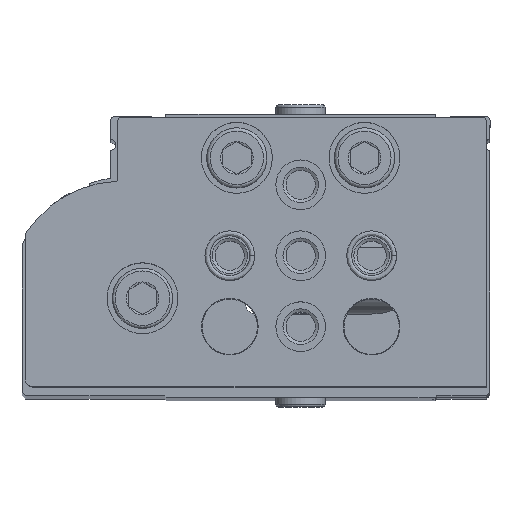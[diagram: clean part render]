
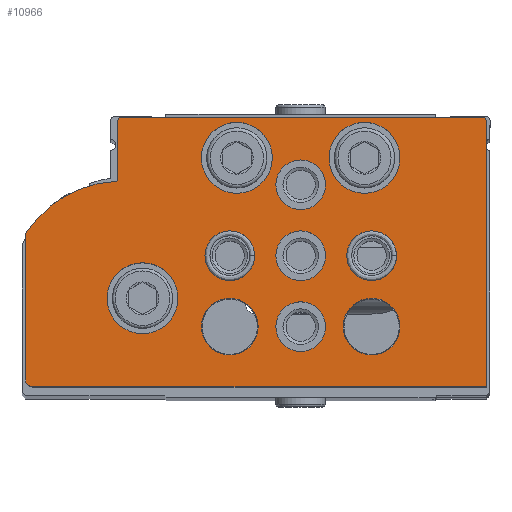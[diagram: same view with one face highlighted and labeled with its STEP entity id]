
A CAD part, top view. The second image highlights one B-rep face of the part: STEP entity #10966.
In plain terms, the highlighted face is planar.
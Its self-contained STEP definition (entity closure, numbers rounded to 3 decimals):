
#1109=LINE('',#18478,#1928);
#1111=LINE('',#18482,#1930);
#1114=LINE('',#18490,#1933);
#1119=LINE('',#18506,#1938);
#1122=LINE('',#18514,#1941);
#1928=VECTOR('',#15052,1000.);
#1930=VECTOR('',#15056,1000.);
#1933=VECTOR('',#15065,1000.);
#1938=VECTOR('',#15084,1000.);
#1941=VECTOR('',#15093,1000.);
#4218=ORIENTED_EDGE('',*,*,#6094,.T.);
#4219=ORIENTED_EDGE('',*,*,#6095,.T.);
#4220=ORIENTED_EDGE('',*,*,#6096,.T.);
#4221=ORIENTED_EDGE('',*,*,#6097,.T.);
#4222=ORIENTED_EDGE('',*,*,#6098,.T.);
#4223=ORIENTED_EDGE('',*,*,#6099,.T.);
#4224=ORIENTED_EDGE('',*,*,#6100,.T.);
#4225=ORIENTED_EDGE('',*,*,#6101,.T.);
#4226=ORIENTED_EDGE('',*,*,#6102,.T.);
#4227=ORIENTED_EDGE('',*,*,#6103,.T.);
#4228=ORIENTED_EDGE('',*,*,#6071,.F.);
#4229=ORIENTED_EDGE('',*,*,#6092,.F.);
#4230=ORIENTED_EDGE('',*,*,#6090,.F.);
#4231=ORIENTED_EDGE('',*,*,#6088,.F.);
#4232=ORIENTED_EDGE('',*,*,#6086,.T.);
#4233=ORIENTED_EDGE('',*,*,#6084,.F.);
#4234=ORIENTED_EDGE('',*,*,#6082,.F.);
#4235=ORIENTED_EDGE('',*,*,#6080,.F.);
#4236=ORIENTED_EDGE('',*,*,#6078,.F.);
#4237=ORIENTED_EDGE('',*,*,#6076,.F.);
#4238=ORIENTED_EDGE('',*,*,#6074,.F.);
#6071=EDGE_CURVE('',#7242,#7243,#7913,.T.);
#6074=EDGE_CURVE('',#7243,#7244,#1109,.T.);
#6076=EDGE_CURVE('',#7244,#7245,#1111,.T.);
#6078=EDGE_CURVE('',#7245,#7246,#7914,.T.);
#6080=EDGE_CURVE('',#7246,#7247,#1114,.T.);
#6082=EDGE_CURVE('',#7247,#7248,#7915,.T.);
#6084=EDGE_CURVE('',#7248,#7249,#7916,.T.);
#6086=EDGE_CURVE('',#7250,#7249,#7917,.T.);
#6088=EDGE_CURVE('',#7250,#7251,#1119,.T.);
#6090=EDGE_CURVE('',#7251,#7252,#7918,.T.);
#6092=EDGE_CURVE('',#7252,#7242,#1122,.T.);
#6094=EDGE_CURVE('',#7253,#7253,#7919,.T.);
#6095=EDGE_CURVE('',#7254,#7254,#7920,.T.);
#6096=EDGE_CURVE('',#7255,#7255,#7921,.T.);
#6097=EDGE_CURVE('',#7256,#7256,#7922,.T.);
#6098=EDGE_CURVE('',#7257,#7257,#7923,.T.);
#6099=EDGE_CURVE('',#7258,#7258,#7924,.T.);
#6100=EDGE_CURVE('',#7259,#7259,#7925,.T.);
#6101=EDGE_CURVE('',#7260,#7260,#7926,.T.);
#6102=EDGE_CURVE('',#7261,#7261,#7927,.T.);
#6103=EDGE_CURVE('',#7262,#7262,#7928,.T.);
#7242=VERTEX_POINT('',#18473);
#7243=VERTEX_POINT('',#18474);
#7244=VERTEX_POINT('',#18479);
#7245=VERTEX_POINT('',#18483);
#7246=VERTEX_POINT('',#18487);
#7247=VERTEX_POINT('',#18491);
#7248=VERTEX_POINT('',#18495);
#7249=VERTEX_POINT('',#18499);
#7250=VERTEX_POINT('',#18503);
#7251=VERTEX_POINT('',#18507);
#7252=VERTEX_POINT('',#18511);
#7253=VERTEX_POINT('',#18518);
#7254=VERTEX_POINT('',#18520);
#7255=VERTEX_POINT('',#18522);
#7256=VERTEX_POINT('',#18524);
#7257=VERTEX_POINT('',#18526);
#7258=VERTEX_POINT('',#18528);
#7259=VERTEX_POINT('',#18530);
#7260=VERTEX_POINT('',#18532);
#7261=VERTEX_POINT('',#18534);
#7262=VERTEX_POINT('',#18536);
#7913=CIRCLE('',#12327,0.5);
#7914=CIRCLE('',#12331,1.);
#7915=CIRCLE('',#12334,1.);
#7916=CIRCLE('',#12336,16.);
#7917=CIRCLE('',#12338,0.3);
#7918=CIRCLE('',#12341,0.5);
#7919=CIRCLE('',#12344,5.);
#7920=CIRCLE('',#12345,5.);
#7921=CIRCLE('',#12346,5.);
#7922=CIRCLE('',#12347,3.5);
#7923=CIRCLE('',#12348,3.5);
#7924=CIRCLE('',#12349,3.5);
#7925=CIRCLE('',#12350,3.5);
#7926=CIRCLE('',#12351,3.5);
#7927=CIRCLE('',#12352,4.);
#7928=CIRCLE('',#12353,4.);
#8736=EDGE_LOOP('',(#4218));
#8737=EDGE_LOOP('',(#4219));
#8738=EDGE_LOOP('',(#4220));
#8739=EDGE_LOOP('',(#4221));
#8740=EDGE_LOOP('',(#4222));
#8741=EDGE_LOOP('',(#4223));
#8742=EDGE_LOOP('',(#4224));
#8743=EDGE_LOOP('',(#4225));
#8744=EDGE_LOOP('',(#4226));
#8745=EDGE_LOOP('',(#4227));
#8746=EDGE_LOOP('',(#4228,#4229,#4230,#4231,#4232,#4233,#4234,#4235,#4236,
#4237,#4238));
#9776=FACE_BOUND('',#8736,.T.);
#9777=FACE_BOUND('',#8737,.T.);
#9778=FACE_BOUND('',#8738,.T.);
#9779=FACE_BOUND('',#8739,.T.);
#9780=FACE_BOUND('',#8740,.T.);
#9781=FACE_BOUND('',#8741,.T.);
#9782=FACE_BOUND('',#8742,.T.);
#9783=FACE_BOUND('',#8743,.T.);
#9784=FACE_BOUND('',#8744,.T.);
#9785=FACE_BOUND('',#8745,.T.);
#9786=FACE_BOUND('',#8746,.T.);
#10394=PLANE('',#12343);
#10966=ADVANCED_FACE('',(#9776,#9777,#9778,#9779,#9780,#9781,#9782,#9783,
#9784,#9785,#9786),#10394,.F.);
#12327=AXIS2_PLACEMENT_3D('',#18472,#15046,#15047);
#12331=AXIS2_PLACEMENT_3D('',#18486,#15060,#15061);
#12334=AXIS2_PLACEMENT_3D('',#18494,#15069,#15070);
#12336=AXIS2_PLACEMENT_3D('',#18498,#15074,#15075);
#12338=AXIS2_PLACEMENT_3D('',#18502,#15079,#15080);
#12341=AXIS2_PLACEMENT_3D('',#18510,#15088,#15089);
#12343=AXIS2_PLACEMENT_3D('',#18516,#15095,#15096);
#12344=AXIS2_PLACEMENT_3D('',#18517,#15097,#15098);
#12345=AXIS2_PLACEMENT_3D('',#18519,#15099,#15100);
#12346=AXIS2_PLACEMENT_3D('',#18521,#15101,#15102);
#12347=AXIS2_PLACEMENT_3D('',#18523,#15103,#15104);
#12348=AXIS2_PLACEMENT_3D('',#18525,#15105,#15106);
#12349=AXIS2_PLACEMENT_3D('',#18527,#15107,#15108);
#12350=AXIS2_PLACEMENT_3D('',#18529,#15109,#15110);
#12351=AXIS2_PLACEMENT_3D('',#18531,#15111,#15112);
#12352=AXIS2_PLACEMENT_3D('',#18533,#15113,#15114);
#12353=AXIS2_PLACEMENT_3D('',#18535,#15115,#15116);
#15046=DIRECTION('',(0.,0.,1.));
#15047=DIRECTION('',(1.,0.,0.));
#15052=DIRECTION('',(0.,-1.,0.));
#15056=DIRECTION('',(1.,0.,0.));
#15060=DIRECTION('',(0.,0.,1.));
#15061=DIRECTION('',(1.,0.,0.));
#15065=DIRECTION('',(0.,1.,0.));
#15069=DIRECTION('',(0.,0.,1.));
#15070=DIRECTION('',(1.,0.,0.));
#15074=DIRECTION('',(0.,0.,1.));
#15075=DIRECTION('',(1.,0.,0.));
#15079=DIRECTION('',(0.,0.,1.));
#15080=DIRECTION('',(1.,0.,0.));
#15084=DIRECTION('',(0.,1.,0.));
#15088=DIRECTION('',(0.,0.,1.));
#15089=DIRECTION('',(1.,0.,0.));
#15093=DIRECTION('',(-1.,0.,0.));
#15095=DIRECTION('',(0.,0.,1.));
#15096=DIRECTION('',(1.,0.,0.));
#15097=DIRECTION('',(0.,0.,1.));
#15098=DIRECTION('',(1.,0.,0.));
#15099=DIRECTION('',(0.,0.,1.));
#15100=DIRECTION('',(1.,0.,0.));
#15101=DIRECTION('',(0.,0.,1.));
#15102=DIRECTION('',(1.,0.,0.));
#15103=DIRECTION('',(0.,0.,1.));
#15104=DIRECTION('',(1.,0.,0.));
#15105=DIRECTION('',(0.,0.,1.));
#15106=DIRECTION('',(1.,0.,0.));
#15107=DIRECTION('',(0.,0.,1.));
#15108=DIRECTION('',(1.,0.,0.));
#15109=DIRECTION('',(0.,0.,1.));
#15110=DIRECTION('',(1.,0.,0.));
#15111=DIRECTION('',(0.,0.,1.));
#15112=DIRECTION('',(1.,0.,0.));
#15113=DIRECTION('',(0.,0.,1.));
#15114=DIRECTION('',(1.,0.,0.));
#15115=DIRECTION('',(0.,0.,1.));
#15116=DIRECTION('',(1.,0.,0.));
#18472=CARTESIAN_POINT('',(0.5,37.5,0.));
#18473=CARTESIAN_POINT('',(0.5,38.,0.));
#18474=CARTESIAN_POINT('',(0.,37.5,0.));
#18478=CARTESIAN_POINT('',(0.,37.5,0.));
#18479=CARTESIAN_POINT('',(0.,0.,0.));
#18482=CARTESIAN_POINT('',(0.,0.,0.));
#18483=CARTESIAN_POINT('',(64.,0.,0.));
#18486=CARTESIAN_POINT('',(64.,1.,0.));
#18487=CARTESIAN_POINT('',(65.,1.,0.));
#18490=CARTESIAN_POINT('',(65.,1.,0.));
#18491=CARTESIAN_POINT('',(65.,21.292,0.));
#18494=CARTESIAN_POINT('',(64.,21.292,0.));
#18495=CARTESIAN_POINT('',(64.833,21.844,0.));
#18498=CARTESIAN_POINT('',(51.5,13.,0.));
#18499=CARTESIAN_POINT('',(52.285,28.981,0.));
#18502=CARTESIAN_POINT('',(52.3,29.28,0.));
#18503=CARTESIAN_POINT('',(52.,29.28,0.));
#18506=CARTESIAN_POINT('',(52.,29.28,0.));
#18507=CARTESIAN_POINT('',(52.,37.5,0.));
#18510=CARTESIAN_POINT('',(51.5,37.5,0.));
#18511=CARTESIAN_POINT('',(51.5,38.,0.));
#18514=CARTESIAN_POINT('',(51.5,38.,0.));
#18516=CARTESIAN_POINT('',(0.5,37.5,0.));
#18517=CARTESIAN_POINT('',(48.5,12.5,0.));
#18518=CARTESIAN_POINT('',(53.5,12.5,0.));
#18519=CARTESIAN_POINT('',(35.2,32.3,0.));
#18520=CARTESIAN_POINT('',(40.2,32.3,0.));
#18521=CARTESIAN_POINT('',(17.2,32.3,0.));
#18522=CARTESIAN_POINT('',(22.2,32.3,0.));
#18523=CARTESIAN_POINT('',(26.2,28.5,0.));
#18524=CARTESIAN_POINT('',(29.7,28.5,0.));
#18525=CARTESIAN_POINT('',(36.2,18.5,0.));
#18526=CARTESIAN_POINT('',(39.7,18.5,0.));
#18527=CARTESIAN_POINT('',(26.2,18.5,0.));
#18528=CARTESIAN_POINT('',(29.7,18.5,0.));
#18529=CARTESIAN_POINT('',(16.2,18.5,0.));
#18530=CARTESIAN_POINT('',(19.7,18.5,0.));
#18531=CARTESIAN_POINT('',(26.2,8.5,0.));
#18532=CARTESIAN_POINT('',(29.7,8.5,0.));
#18533=CARTESIAN_POINT('',(36.2,8.5,0.));
#18534=CARTESIAN_POINT('',(40.2,8.5,0.));
#18535=CARTESIAN_POINT('',(16.2,8.5,0.));
#18536=CARTESIAN_POINT('',(20.2,8.5,0.));
